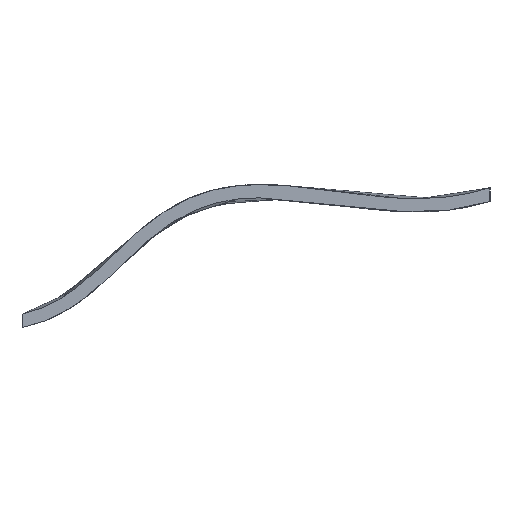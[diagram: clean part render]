
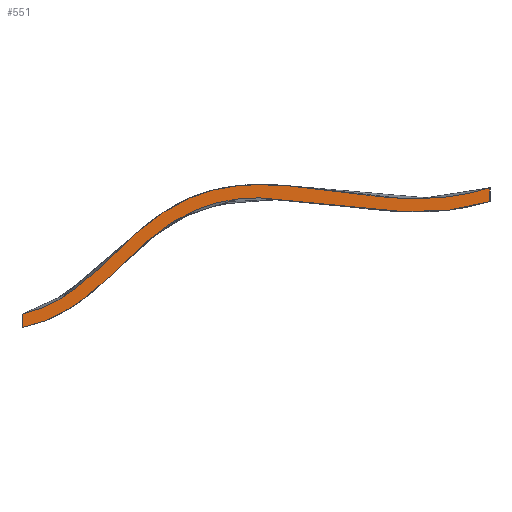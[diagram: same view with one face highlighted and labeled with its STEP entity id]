
A CAD part, left-side view. The second image highlights one B-rep face of the part: STEP entity #551.
In plain terms, the highlighted planar face has unit normal (-1, 0, 0).
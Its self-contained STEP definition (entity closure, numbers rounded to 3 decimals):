
#58=FACE_OUTER_BOUND('',#93,.T.);
#93=EDGE_LOOP('',(#499,#500,#501,#502));
#121=LINE('',#1236,#152);
#124=LINE('',#1298,#155);
#152=VECTOR('',#651,10.);
#155=VECTOR('',#656,10.);
#204=B_SPLINE_CURVE_WITH_KNOTS('',3,(#1211,#1212,#1213,#1214,#1215,#1216,
#1217,#1218,#1219,#1220,#1221,#1222,#1223,#1224,#1225,#1226,#1227,#1228,
#1229,#1230,#1231,#1232),.UNSPECIFIED.,.F.,.F.,(4,3,3,3,3,3,3,4),(0.007,
0.113,0.227,0.315,0.427,
0.556,0.707,0.714),.UNSPECIFIED.);
#205=B_SPLINE_CURVE_WITH_KNOTS('',3,(#1278,#1279,#1280,#1281,#1282,#1283,
#1284,#1285,#1286,#1287,#1288,#1289,#1290,#1291,#1292,#1293,#1294,#1295,
#1296),.UNSPECIFIED.,.F.,.F.,(4,3,3,3,3,3,4),(0.003,0.116,
0.231,0.325,0.494,0.618,
0.707),.UNSPECIFIED.);
#256=VERTEX_POINT('',#1208);
#257=VERTEX_POINT('',#1210);
#258=VERTEX_POINT('',#1235);
#259=VERTEX_POINT('',#1276);
#334=EDGE_CURVE('',#256,#257,#204,.T.);
#336=EDGE_CURVE('',#256,#258,#121,.T.);
#339=EDGE_CURVE('',#258,#259,#205,.T.);
#340=EDGE_CURVE('',#257,#259,#124,.T.);
#499=ORIENTED_EDGE('',*,*,#334,.F.);
#500=ORIENTED_EDGE('',*,*,#336,.T.);
#501=ORIENTED_EDGE('',*,*,#339,.T.);
#502=ORIENTED_EDGE('',*,*,#340,.F.);
#522=PLANE('',#585);
#551=ADVANCED_FACE('',(#58),#522,.T.);
#585=AXIS2_PLACEMENT_3D('',#1299,#657,#658);
#651=DIRECTION('',(0.,0.,-1.));
#656=DIRECTION('',(0.,0.,-1.));
#657=DIRECTION('center_axis',(-1.,0.,0.));
#658=DIRECTION('ref_axis',(0.,-1.,0.));
#1208=CARTESIAN_POINT('',(-35.5,5.5,-29.961));
#1210=CARTESIAN_POINT('',(-35.5,-30.,-20.389));
#1211=CARTESIAN_POINT('Ctrl Pts',(-35.5,5.5,-29.961));
#1212=CARTESIAN_POINT('Ctrl Pts',(-35.5,3.709,-29.57));
#1213=CARTESIAN_POINT('Ctrl Pts',(-35.5,2.284,-28.743));
#1214=CARTESIAN_POINT('Ctrl Pts',(-35.5,0.865,-27.573));
#1215=CARTESIAN_POINT('Ctrl Pts',(-35.5,-0.657,
-26.317));
#1216=CARTESIAN_POINT('Ctrl Pts',(-35.5,-2.117,-24.683));
#1217=CARTESIAN_POINT('Ctrl Pts',(-35.5,-3.836,-23.275));
#1218=CARTESIAN_POINT('Ctrl Pts',(-35.5,-5.17,-22.182));
#1219=CARTESIAN_POINT('Ctrl Pts',(-35.5,-6.701,-21.252));
#1220=CARTESIAN_POINT('Ctrl Pts',(-35.5,-8.382,-20.729));
#1221=CARTESIAN_POINT('Ctrl Pts',(-35.5,-10.52,-20.063));
#1222=CARTESIAN_POINT('Ctrl Pts',(-35.5,-12.811,-20.051));
#1223=CARTESIAN_POINT('Ctrl Pts',(-35.5,-15.046,-20.263));
#1224=CARTESIAN_POINT('Ctrl Pts',(-35.5,-17.596,-20.505));
#1225=CARTESIAN_POINT('Ctrl Pts',(-35.5,-20.109,-20.977));
#1226=CARTESIAN_POINT('Ctrl Pts',(-35.5,-22.415,-21.144));
#1227=CARTESIAN_POINT('Ctrl Pts',(-35.5,-25.142,-21.342));
#1228=CARTESIAN_POINT('Ctrl Pts',(-35.5,-27.578,-21.12));
#1229=CARTESIAN_POINT('Ctrl Pts',(-35.5,-29.693,-20.484));
#1230=CARTESIAN_POINT('Ctrl Pts',(-35.5,-29.796,-20.453));
#1231=CARTESIAN_POINT('Ctrl Pts',(-35.5,-29.898,-20.421));
#1232=CARTESIAN_POINT('Ctrl Pts',(-35.5,-30.,-20.389));
#1235=CARTESIAN_POINT('',(-35.5,5.5,-30.982));
#1236=CARTESIAN_POINT('',(-35.5,5.5,-15.));
#1276=CARTESIAN_POINT('',(-35.5,-30.,-21.436));
#1278=CARTESIAN_POINT('Ctrl Pts',(-35.5,5.5,-30.982));
#1279=CARTESIAN_POINT('Ctrl Pts',(-35.5,3.386,-30.563));
#1280=CARTESIAN_POINT('Ctrl Pts',(-35.5,1.691,-29.569));
#1281=CARTESIAN_POINT('Ctrl Pts',(-35.5,0.113,-28.248));
#1282=CARTESIAN_POINT('Ctrl Pts',(-35.5,-1.501,-26.898));
#1283=CARTESIAN_POINT('Ctrl Pts',(-35.5,-2.976,-25.241));
#1284=CARTESIAN_POINT('Ctrl Pts',(-35.5,-4.645,-23.907));
#1285=CARTESIAN_POINT('Ctrl Pts',(-35.5,-6.01,-22.815));
#1286=CARTESIAN_POINT('Ctrl Pts',(-35.5,-7.532,-21.966));
#1287=CARTESIAN_POINT('Ctrl Pts',(-35.5,-9.201,-21.535));
#1288=CARTESIAN_POINT('Ctrl Pts',(-35.5,-12.193,-20.763));
#1289=CARTESIAN_POINT('Ctrl Pts',(-35.5,-15.554,-21.302));
#1290=CARTESIAN_POINT('Ctrl Pts',(-35.5,-18.819,-21.748));
#1291=CARTESIAN_POINT('Ctrl Pts',(-35.5,-21.229,-22.077));
#1292=CARTESIAN_POINT('Ctrl Pts',(-35.5,-23.573,-22.307));
#1293=CARTESIAN_POINT('Ctrl Pts',(-35.5,-25.715,-22.181));
#1294=CARTESIAN_POINT('Ctrl Pts',(-35.5,-27.247,-22.091));
#1295=CARTESIAN_POINT('Ctrl Pts',(-35.5,-28.68,-21.835));
#1296=CARTESIAN_POINT('Ctrl Pts',(-35.5,-30.,-21.436));
#1298=CARTESIAN_POINT('',(-35.5,-30.,-15.));
#1299=CARTESIAN_POINT('Origin',(-35.5,-12.25,-25.517));
